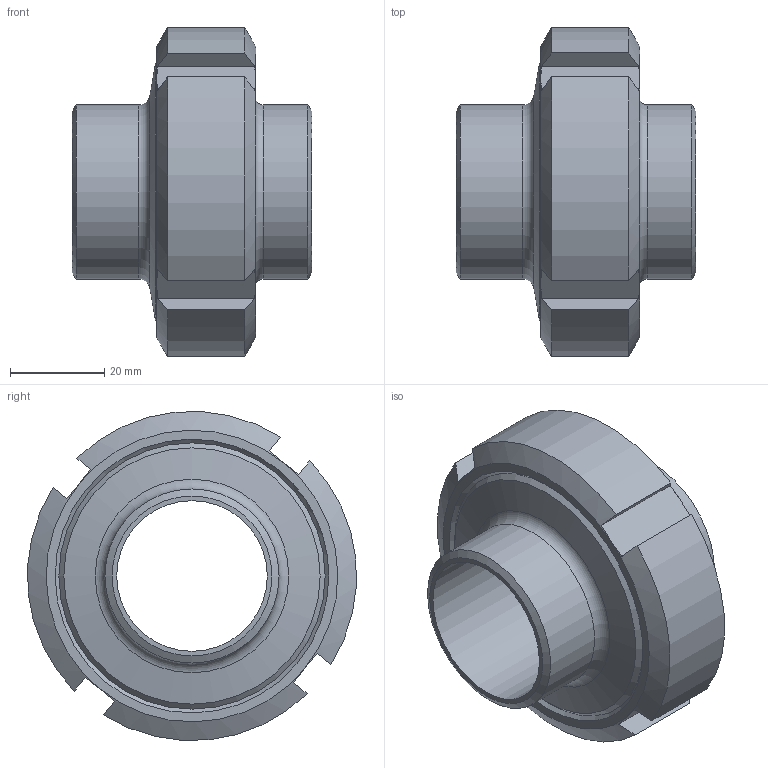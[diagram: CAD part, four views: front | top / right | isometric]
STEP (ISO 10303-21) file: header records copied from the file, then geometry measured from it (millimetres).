
FILE_DESCRIPTION(/* description */ (''),/* implementation_level */ '2;1');
FILE_NAME(/* name */ '20122032000.stp',/* time_stamp */ '2016-03-04T07:54:15+01:00',/* author */ ('Struska'),/* organization */ ('BUPOSPOL'),/* preprocessor_version */ 'ST-DEVELOPER v15.6',/* originating_system */ 'Autodesk Inventor 2015',/* authorisation */ '');
FILE_SCHEMA (('CONFIG_CONTROL_DESIGN'));
Length unit declared in the file: millimetre
Products named in the file (1): 20122032000
Bounding box: 51 x 69.86 x 69.86 mm (x, y, z)
Volume: 64418.9 mm3; surface area: 25376.2 mm2
Topology: 1 solids, 2 shells, 56 faces, 125 edges, 78 vertices
Faces by surface type: plane 21, cone 19, cylinder 12, torus 4
Full cylindrical faces by diameter (mm): 32 x2, 36 x1, 37 x2, 41 x1, 42 x1, 58 x1
Entity records: 1431 total; most frequent: CARTESIAN_POINT 287, DIRECTION 224, ORIENTED_EDGE 190, AXIS2_PLACEMENT_3D 104, EDGE_CURVE 95, EDGE_LOOP 88, VERTEX_POINT 71, STYLED_ITEM 57
